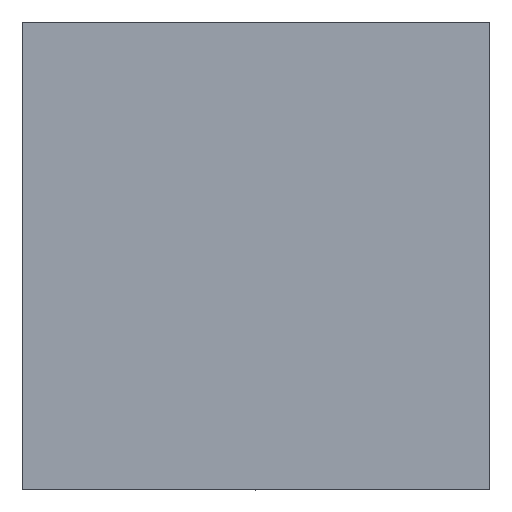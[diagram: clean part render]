
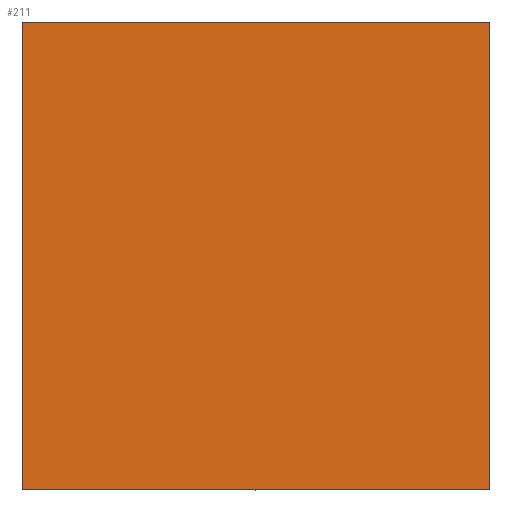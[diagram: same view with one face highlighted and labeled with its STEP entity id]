
A CAD part, top view. The second image highlights one B-rep face of the part: STEP entity #211.
In plain terms, the highlighted planar face has unit normal (0, 0, 1).
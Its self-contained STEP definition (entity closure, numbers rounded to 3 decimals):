
#34=LINE('',#357,#51);
#36=LINE('',#361,#53);
#38=LINE('',#365,#55);
#40=LINE('',#368,#57);
#51=VECTOR('',#299,10.);
#53=VECTOR('',#303,10.);
#55=VECTOR('',#307,10.);
#57=VECTOR('',#311,10.);
#72=FACE_OUTER_BOUND('',#85,.T.);
#85=EDGE_LOOP('',(#186,#187,#188,#189));
#108=VERTEX_POINT('',#354);
#109=VERTEX_POINT('',#356);
#110=VERTEX_POINT('',#360);
#111=VERTEX_POINT('',#364);
#131=EDGE_CURVE('',#109,#108,#34,.T.);
#133=EDGE_CURVE('',#110,#109,#36,.T.);
#135=EDGE_CURVE('',#111,#110,#38,.T.);
#137=EDGE_CURVE('',#108,#111,#40,.T.);
#186=ORIENTED_EDGE('',*,*,#137,.T.);
#187=ORIENTED_EDGE('',*,*,#135,.T.);
#188=ORIENTED_EDGE('',*,*,#133,.T.);
#189=ORIENTED_EDGE('',*,*,#131,.T.);
#199=PLANE('',#252);
#211=ADVANCED_FACE('',(#72),#199,.T.);
#252=AXIS2_PLACEMENT_3D('',#369,#312,#313);
#299=DIRECTION('',(0.,-1.,0.));
#303=DIRECTION('',(-1.,0.,0.));
#307=DIRECTION('',(0.,1.,0.));
#311=DIRECTION('',(1.,0.,0.));
#312=DIRECTION('center_axis',(0.,0.,1.));
#313=DIRECTION('ref_axis',(1.,0.,0.));
#354=CARTESIAN_POINT('',(-2.,-2.,1.));
#356=CARTESIAN_POINT('',(-2.,2.,1.));
#357=CARTESIAN_POINT('',(-2.,-2.,1.));
#360=CARTESIAN_POINT('',(2.,2.,1.));
#361=CARTESIAN_POINT('',(-2.,2.,1.));
#364=CARTESIAN_POINT('',(2.,-2.,1.));
#365=CARTESIAN_POINT('',(2.,2.,1.));
#368=CARTESIAN_POINT('',(2.,-2.,1.));
#369=CARTESIAN_POINT('Origin',(0.,0.,1.));
